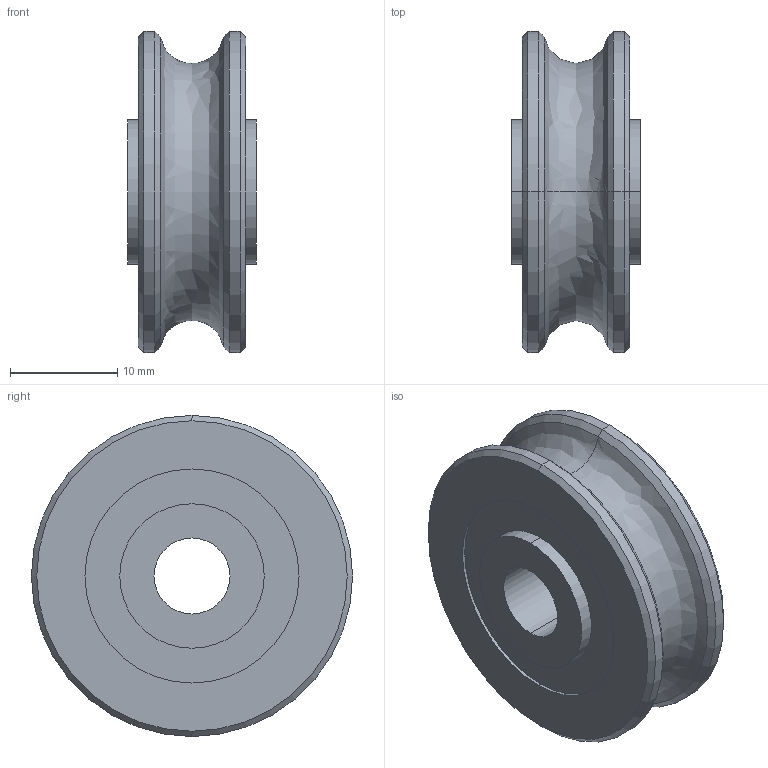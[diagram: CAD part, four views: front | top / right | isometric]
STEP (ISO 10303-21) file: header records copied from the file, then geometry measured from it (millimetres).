
FILE_DESCRIPTION (( 'STEP AP214' ), '1' );
FILE_NAME ('0010006.step', '2022-02-11T09:52:18', ( '' ), ( '' ), 'SwSTEP 2.0', 'SolidWorks 2020', '' );
FILE_SCHEMA (( 'AUTOMOTIVE_DESIGN' ));
Length unit declared in the file: millimetre
Products named in the file (1): 0010006
Bounding box: 12 x 30 x 30 mm (x, y, z)
Volume: 4855.3 mm3; surface area: 5108.1 mm2
Topology: 5 solids, 5 shells, 50 faces, 100 edges, 58 vertices
Faces by surface type: cylinder 22, torus 10, cone 8, plane 8, bspline 2
Entity records: 1682 total; most frequent: DIRECTION 268, CARTESIAN_POINT 239, ORIENTED_EDGE 200, AXIS2_PLACEMENT_3D 119, EDGE_CURVE 100, CIRCLE 70, EDGE_LOOP 58, VERTEX_POINT 58
